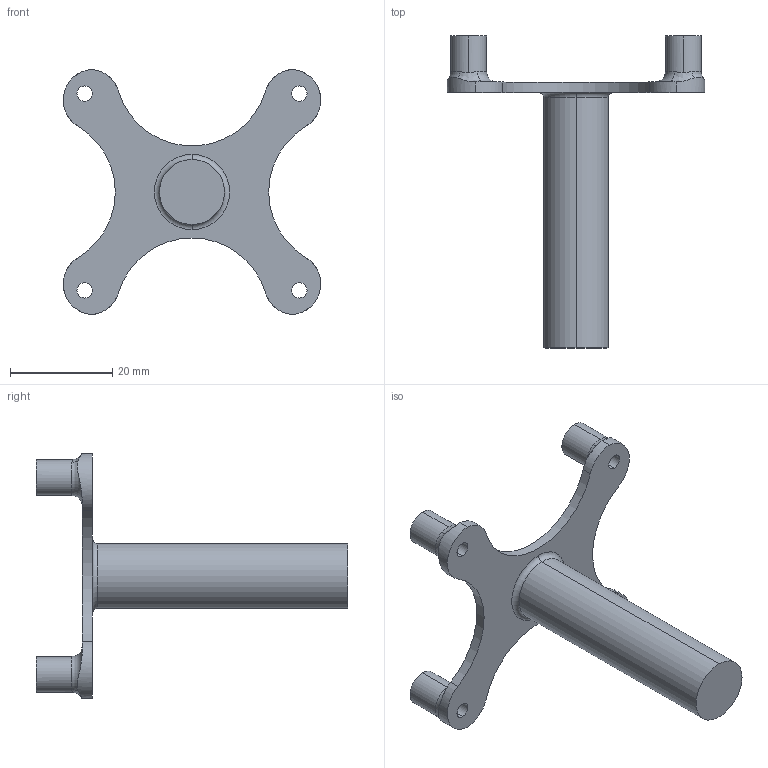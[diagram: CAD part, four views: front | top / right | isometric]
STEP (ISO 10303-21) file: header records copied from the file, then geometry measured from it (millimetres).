
FILE_DESCRIPTION (( 'STEP AP203' ), '1' );
FILE_NAME ('PCB holder Thorlabs.STEP', '2020-07-23T10:08:22', ( '' ), ( '' ), 'SwSTEP 2.0', 'SolidWorks 2018', '' );
FILE_SCHEMA (( 'CONFIG_CONTROL_DESIGN' ));
Length unit declared in the file: millimetre
Products named in the file (1): PCB holder Thorlabs
Bounding box: 50.36 x 61 x 47.96 mm (x, y, z)
Volume: 9947.9 mm3; surface area: 5990.2 mm2
Topology: 1 solids, 1 shells, 50 faces, 137 edges, 90 vertices
Faces by surface type: cylinder 31, torus 8, plane 7, bspline 4
Entity records: 2064 total; most frequent: CARTESIAN_POINT 682, DIRECTION 289, ORIENTED_EDGE 274, EDGE_CURVE 137, AXIS2_PLACEMENT_3D 129, VERTEX_POINT 90, CIRCLE 82, EDGE_LOOP 59
